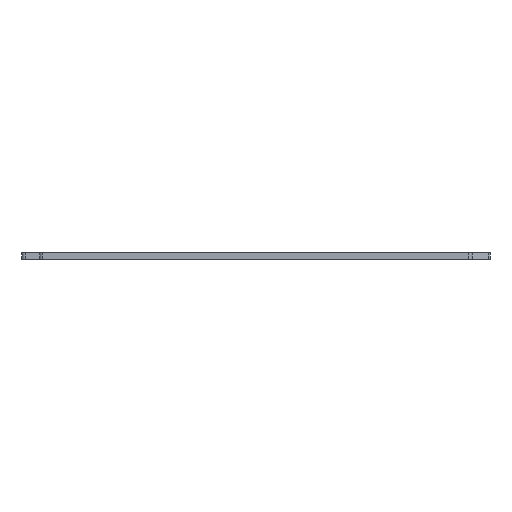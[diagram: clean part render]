
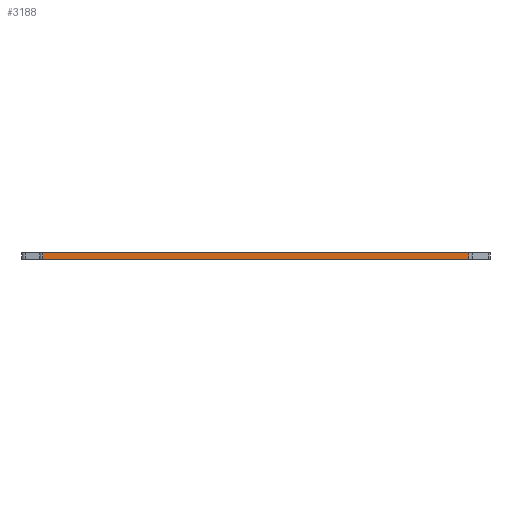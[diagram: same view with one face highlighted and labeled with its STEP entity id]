
A CAD part, left-side view. The second image highlights one B-rep face of the part: STEP entity #3188.
In plain terms, the highlighted planar face has unit normal (-1, 0, 0).
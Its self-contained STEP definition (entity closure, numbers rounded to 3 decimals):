
#210=PLANE('',#3310);
#353=FACE_OUTER_BOUND('',#501,.T.);
#501=EDGE_LOOP('',(#2666,#2667,#2668,#2669));
#937=LINE('',#6313,#1285);
#938=LINE('',#6316,#1286);
#939=LINE('',#6318,#1287);
#940=LINE('',#6319,#1288);
#1285=VECTOR('',#3827,10.);
#1286=VECTOR('',#3830,10.);
#1287=VECTOR('',#3831,10.);
#1288=VECTOR('',#3832,10.);
#1670=VERTEX_POINT('',#6303);
#1671=VERTEX_POINT('',#6308);
#1672=VERTEX_POINT('',#6315);
#1673=VERTEX_POINT('',#6317);
#2095=EDGE_CURVE('',#1670,#1671,#937,.T.);
#2096=EDGE_CURVE('',#1672,#1670,#938,.T.);
#2097=EDGE_CURVE('',#1673,#1671,#939,.T.);
#2098=EDGE_CURVE('',#1672,#1673,#940,.T.);
#2666=ORIENTED_EDGE('',*,*,#2096,.T.);
#2667=ORIENTED_EDGE('',*,*,#2095,.T.);
#2668=ORIENTED_EDGE('',*,*,#2097,.F.);
#2669=ORIENTED_EDGE('',*,*,#2098,.F.);
#3188=ADVANCED_FACE('',(#353),#210,.T.);
#3310=AXIS2_PLACEMENT_3D('',#6314,#3828,#3829);
#3827=DIRECTION('',(0.,0.,1.));
#3828=DIRECTION('center_axis',(-1.,0.,0.));
#3829=DIRECTION('ref_axis',(0.,-1.,0.));
#3830=DIRECTION('',(0.,-1.,0.));
#3831=DIRECTION('',(0.,-1.,0.));
#3832=DIRECTION('',(0.,0.,1.));
#6303=CARTESIAN_POINT('',(0.053,4.762,0.));
#6308=CARTESIAN_POINT('',(0.053,4.762,1.5));
#6313=CARTESIAN_POINT('',(0.053,4.762,0.));
#6314=CARTESIAN_POINT('Origin',(0.053,100.195,0.));
#6315=CARTESIAN_POINT('',(0.053,100.195,0.));
#6316=CARTESIAN_POINT('',(0.053,100.195,0.));
#6317=CARTESIAN_POINT('',(0.053,100.195,1.5));
#6318=CARTESIAN_POINT('',(0.053,100.195,1.5));
#6319=CARTESIAN_POINT('',(0.053,100.195,0.));
